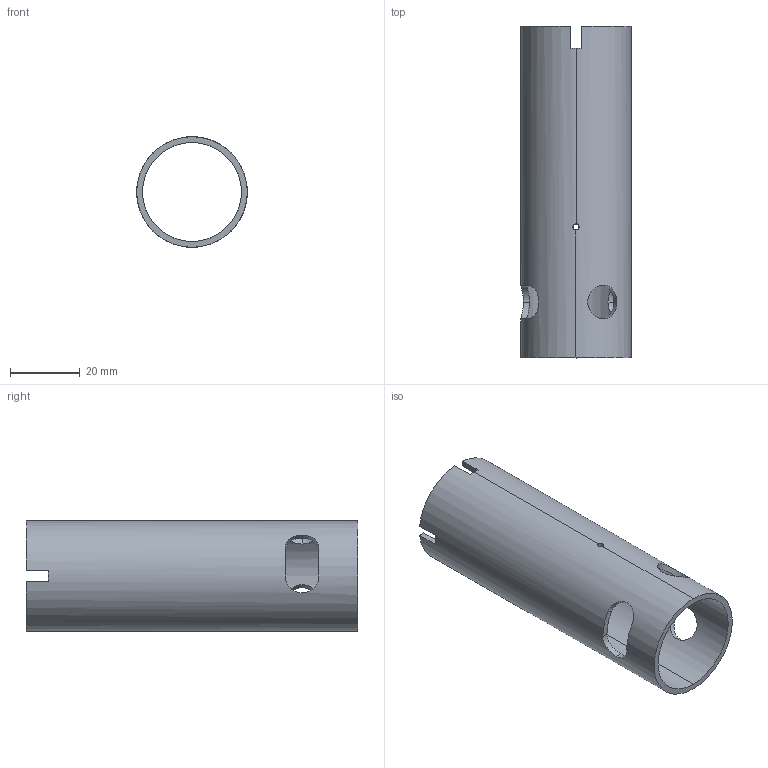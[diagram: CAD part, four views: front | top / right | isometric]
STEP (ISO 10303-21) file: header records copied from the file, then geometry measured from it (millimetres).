
FILE_DESCRIPTION (( 'STEP AP214' ), '1' );
FILE_NAME ('KL_aluminum_sleeve_V2.STEP', '2019-12-12T17:56:07', ( '' ), ( '' ), 'SwSTEP 2.0', 'SolidWorks 2017', '' );
FILE_SCHEMA (( 'AUTOMOTIVE_DESIGN' ));
Length unit declared in the file: inch
Products named in the file (1): KL_aluminum_sleeve_V2
Bounding box: 31.75 x 95.26 x 31.75 mm (x, y, z)
Volume: 14237.3 mm3; surface area: 17842.2 mm2
Topology: 1 solids, 1 shells, 35 faces, 114 edges, 76 vertices
Faces by surface type: plane 19, cylinder 16
Entity records: 1838 total; most frequent: CARTESIAN_POINT 808, ORIENTED_EDGE 228, DIRECTION 182, EDGE_CURVE 114, VERTEX_POINT 76, AXIS2_PLACEMENT_3D 64, VECTOR 54, LINE 54
